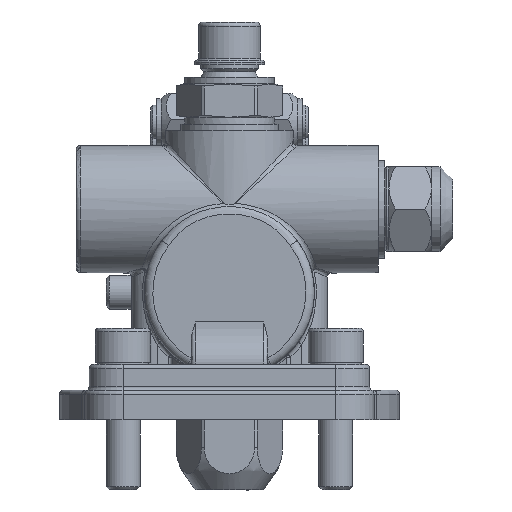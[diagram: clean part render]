
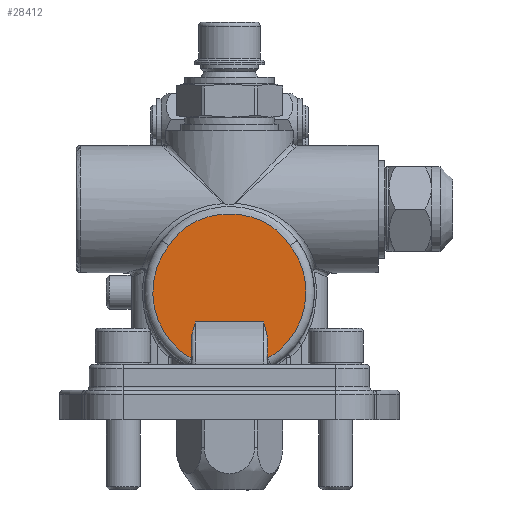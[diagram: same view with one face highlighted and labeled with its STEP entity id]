
A CAD part, left-side view. The second image highlights one B-rep face of the part: STEP entity #28412.
In plain terms, the highlighted planar face has unit normal (-1, 0, 0).
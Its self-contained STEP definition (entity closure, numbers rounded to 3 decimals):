
#23315=CARTESIAN_POINT('',(-25.5,-14.312,39.917));
#23316=VERTEX_POINT('',#23315);
#23324=CARTESIAN_POINT('',(-25.5,-9.,13.412));
#23325=VERTEX_POINT('',#23324);
#23326=CARTESIAN_POINT('',(-25.5,0.,29.));
#23327=DIRECTION('',(1.0,0.0,0.0));
#23328=DIRECTION('',(0.0,0.0,1.0));
#23329=AXIS2_PLACEMENT_3D('',#23326,#23327,#23328);
#23330=CIRCLE('',#23329,18.0);
#23331=EDGE_CURVE('',#23316,#23325,#23330,.T.);
#23410=CARTESIAN_POINT('',(-25.5,14.312,39.917));
#23411=VERTEX_POINT('',#23410);
#23419=CARTESIAN_POINT('',(-25.5,14.312,39.917));
#23420=CARTESIAN_POINT('',(-25.5,13.827,40.552));
#23421=CARTESIAN_POINT('',(-25.5,12.849,41.819));
#23422=CARTESIAN_POINT('',(-25.5,10.602,44.118));
#23423=CARTESIAN_POINT('',(-25.5,7.143,46.227));
#23424=CARTESIAN_POINT('',(-25.5,0.841,47.796));
#23425=CARTESIAN_POINT('',(-25.5,-5.727,47.051));
#23426=CARTESIAN_POINT('',(-25.5,-10.598,44.13));
#23427=CARTESIAN_POINT('',(-25.5,-12.839,41.827));
#23428=CARTESIAN_POINT('',(-25.5,-13.827,40.552));
#23429=CARTESIAN_POINT('',(-25.5,-14.312,39.917));
#23430=B_SPLINE_CURVE_WITH_KNOTS('',3,(#23419,#23420,#23421,#23422,#23423,#23424,#23425,#23426,#23427,#23428,#23429),.UNSPECIFIED.,.F.,.U.,(4,1,1,1,1,1,1,1,4),(0.,0.24,0.48,0.959,1.439,2.398,2.878,3.117,3.357),.UNSPECIFIED.);
#23431=EDGE_CURVE('',#23411,#23316,#23430,.T.);
#23466=CARTESIAN_POINT('',(-25.5,9.,13.412));
#23467=VERTEX_POINT('',#23466);
#23475=CARTESIAN_POINT('',(-25.5,0.,29.));
#23476=DIRECTION('',(1.0,0.0,0.0));
#23477=DIRECTION('',(0.0,0.0,1.0));
#23478=AXIS2_PLACEMENT_3D('',#23475,#23476,#23477);
#23479=CIRCLE('',#23478,18.0);
#23480=EDGE_CURVE('',#23467,#23411,#23479,.T.);
#26324=CARTESIAN_POINT('',(-25.5,-9.,17.417));
#26325=VERTEX_POINT('',#26324);
#26326=CARTESIAN_POINT('',(-25.5,-9.,17.417));
#26327=DIRECTION('',(0.0,0.0,-1.0));
#26328=VECTOR('',#26327,4.006);
#26329=LINE('',#26326,#26328);
#26330=EDGE_CURVE('',#26325,#23325,#26329,.T.);
#27439=CARTESIAN_POINT('',(-25.5,9.,17.417));
#27440=VERTEX_POINT('',#27439);
#27448=CARTESIAN_POINT('',(-25.5,9.,13.412));
#27449=DIRECTION('',(0.0,0.0,1.0));
#27450=VECTOR('',#27449,4.006);
#27451=LINE('',#27448,#27450);
#27452=EDGE_CURVE('',#23467,#27440,#27451,.T.);
#27853=CARTESIAN_POINT('',(-25.5,-8.,22.0));
#27854=VERTEX_POINT('',#27853);
#27855=CARTESIAN_POINT('',(-25.5,-8.,22.0));
#27856=CARTESIAN_POINT('',(-25.5,-8.447,20.588));
#27857=CARTESIAN_POINT('',(-25.5,-9.,18.899));
#27858=CARTESIAN_POINT('',(-25.5,-9.,17.417));
#27859=B_SPLINE_CURVE_WITH_KNOTS('',3,(#27855,#27856,#27857,#27858),.UNSPECIFIED.,.F.,.U.,(4,4),(0.0,0.444),.UNSPECIFIED.);
#27860=EDGE_CURVE('',#26325,#27854,#27859,.F.);
#27915=CARTESIAN_POINT('',(-25.5,8.,22.0));
#27916=VERTEX_POINT('',#27915);
#27917=CARTESIAN_POINT('',(-25.5,9.,17.417));
#27918=CARTESIAN_POINT('',(-25.5,9.,18.899));
#27919=CARTESIAN_POINT('',(-25.5,8.447,20.588));
#27920=CARTESIAN_POINT('',(-25.5,8.,22.0));
#27921=B_SPLINE_CURVE_WITH_KNOTS('',3,(#27917,#27918,#27919,#27920),.UNSPECIFIED.,.F.,.U.,(4,4),(0.913,1.357),.UNSPECIFIED.);
#27922=EDGE_CURVE('',#27916,#27440,#27921,.F.);
#28321=CARTESIAN_POINT('',(-25.5,-8.,22.0));
#28322=DIRECTION('',(0.0,1.0,0.0));
#28323=VECTOR('',#28322,16.);
#28324=LINE('',#28321,#28323);
#28325=EDGE_CURVE('',#27854,#27916,#28324,.T.);
#28397=CARTESIAN_POINT('',(-25.5,0.,29.));
#28398=DIRECTION('',(-1.0,0.0,0.0));
#28399=DIRECTION('',(0.0,0.0,1.0));
#28400=AXIS2_PLACEMENT_3D('',#28397,#28398,#28399);
#28401=PLANE('',#28400);
#28402=ORIENTED_EDGE('',*,*,#23480,.F.);
#28403=ORIENTED_EDGE('',*,*,#27452,.T.);
#28404=ORIENTED_EDGE('',*,*,#27922,.F.);
#28405=ORIENTED_EDGE('',*,*,#28325,.F.);
#28406=ORIENTED_EDGE('',*,*,#27860,.F.);
#28407=ORIENTED_EDGE('',*,*,#26330,.T.);
#28408=ORIENTED_EDGE('',*,*,#23331,.F.);
#28409=ORIENTED_EDGE('',*,*,#23431,.F.);
#28410=EDGE_LOOP('',(#28402,#28403,#28404,#28405,#28406,#28407,#28408,#28409));
#28411=FACE_OUTER_BOUND('',#28410,.T.);
#28412=ADVANCED_FACE('',(#28411),#28401,.T.);
